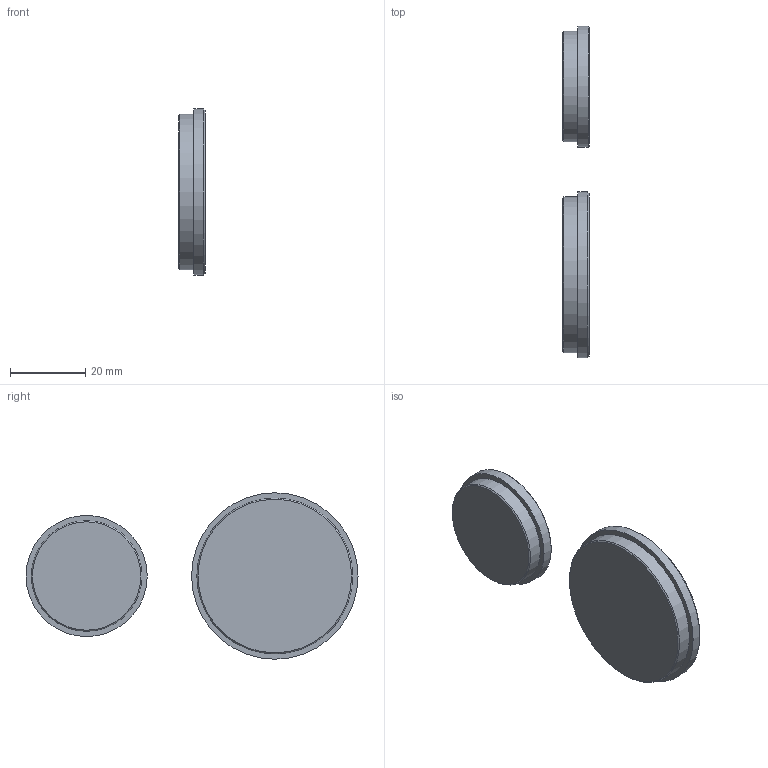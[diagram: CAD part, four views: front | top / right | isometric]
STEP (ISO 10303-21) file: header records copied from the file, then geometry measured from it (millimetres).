
FILE_DESCRIPTION(/* description */ ('Unknown'),/* implementation_level */ '2;1');
FILE_NAME(/* name */ '48466000_KAPPE_DEKO_DECORATIVE_100303394',/* time_stamp */ '2023-08-01T11:25:01+02:00',/* author */ ('Unknown'),/* organization */ ('GROHE AG'),/* preprocessor_version */ 'ST-DEVELOPER v16.7',/* originating_system */ 'DEX',/* authorisation */ $);
FILE_SCHEMA (('AUTOMOTIVE_DESIGN {1 0 10303 214 3 1 1}'));
Length unit declared in the file: millimetre
Products named in the file (4): 48466000 ; 48466000 _0; id79
Assembly tree (3 placements, depth 2):
  48466000 
    48466000 
    48466000 _0
    id79
Bounding box: 7 x 88.2 x 44.2 mm (x, y, z)
Volume: 7022.3 mm3; surface area: 8233.8 mm2
Topology: 2 solids, 4 shells, 14 faces, 22 edges, 14 vertices
Faces by surface type: plane 6, cylinder 4, cone 4
Full cylindrical faces by diameter (mm): 29.4 x1, 32.2 x1, 41.4 x1, 44.2 x1
Entity records: 373 total; most frequent: DIRECTION 60, CARTESIAN_POINT 42, AXIS2_PLACEMENT_3D 30, ORIENTED_EDGE 22, EDGE_LOOP 22, FACE_BOUND 22, ADVANCED_FACE 14, EDGE_CURVE 12
